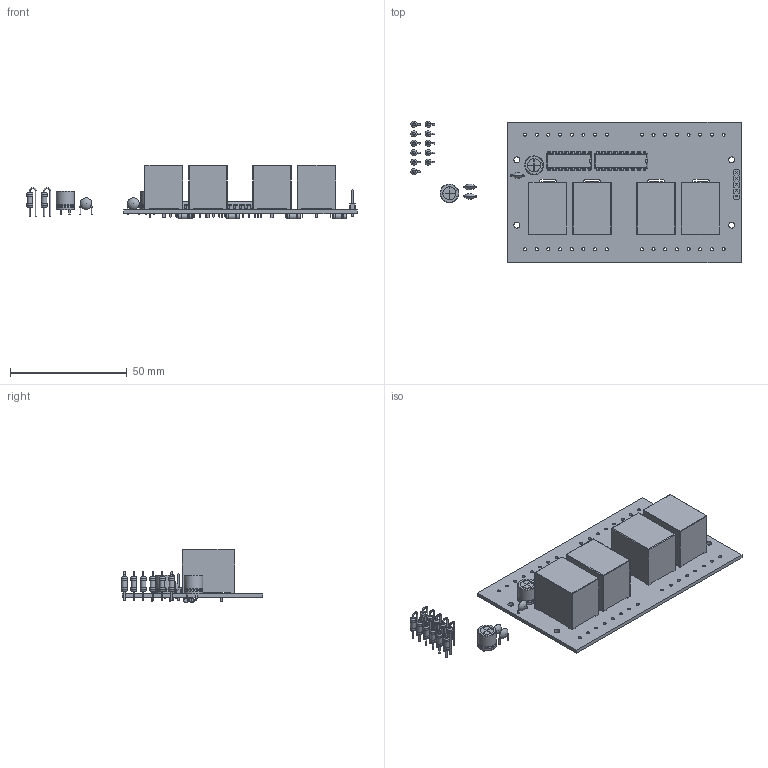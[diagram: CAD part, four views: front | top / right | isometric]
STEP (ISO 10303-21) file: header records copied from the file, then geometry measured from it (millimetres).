
FILE_DESCRIPTION(('KiCad electronic assembly'),'2;1');
FILE_NAME('esp32_blinds_controller.step','2025-02-11T08:24:17',('Pcbnew' ),('Kicad'),'Open CASCADE STEP processor 7.8', 'KiCad to STEP converter','Unknown');
FILE_SCHEMA(('AUTOMOTIVE_DESIGN { 1 0 10303 214 1 1 1 1 }'));
Length unit declared in the file: millimetre
Products named in the file (18): esp32_blinds_controller 1; R_Axial_DIN0207_L6.3mm_D2.5mm_P2.54mm_Vertical; R_Axial_DIN0207_L63mm_D25mm_P254mm_Vertical; Relay_SPDT_Omron-G5LE-1; DIP-16_W7.62mm; CP_Radial_D8.0mm_P3.50mm; CP_Radial_D80mm_P350mm; C_Disc_D5.0mm_W2.5mm_P5.00mm; C_Disc_D50mm_W25mm_P500mm; PinHeader_1x05_P2.54mm_Vertical; PinHeader_1x05_P254mm_Vertical; DIP-18_W7.62mm; D_MELF; D_MELF_Standard; esp32_blinds_controller_PCB
Assembly tree (36 placements, depth 3):
  esp32_blinds_controller 1
    R_Axial_DIN0207_L6.3mm_D2.5mm_P2.54mm_Vertical  x11
      R_Axial_DIN0207_L63mm_D25mm_P254mm_Vertical
    Relay_SPDT_Omron-G5LE-1  x4
      Relay_SPDT_Omron-G5LE-1
    DIP-16_W7.62mm
      DIP-16_W7.62mm
    CP_Radial_D8.0mm_P3.50mm  x2
      CP_Radial_D80mm_P350mm
    C_Disc_D5.0mm_W2.5mm_P5.00mm  x3
      C_Disc_D50mm_W25mm_P500mm
    PinHeader_1x05_P2.54mm_Vertical
      PinHeader_1x05_P254mm_Vertical
    DIP-18_W7.62mm
      DIP-18_W7.62mm
    D_MELF  x4
      D_MELF_Standard
    esp32_blinds_controller_PCB
Bounding box: 141.37 x 60.41 x 23 mm (x, y, z)
Volume: 39084.8 mm3; surface area: 25546.9 mm2
Topology: 28 solids, 30 shells, 1556 faces, 3807 edges, 2385 vertices
Faces by surface type: plane 942, cylinder 444, bspline 74, torus 48, revolution 26, sphere 22
Full cylindrical faces by diameter (mm): 0.5 x16, 0.6 x44, 0.8 x38, 1 x5, 1.3 x52, 2.1 x8, 2.12 x4, 2.2 x8, 2.25 x11, 2.5 x26
Entity records: 40601 total; most frequent: CARTESIAN_POINT 7546, ORIENTED_EDGE 5524, DIRECTION 5245, EDGE_CURVE 2762, LINE 2161, VECTOR 2161, VERTEX_POINT 1760, AXIS2_PLACEMENT_3D 1537
